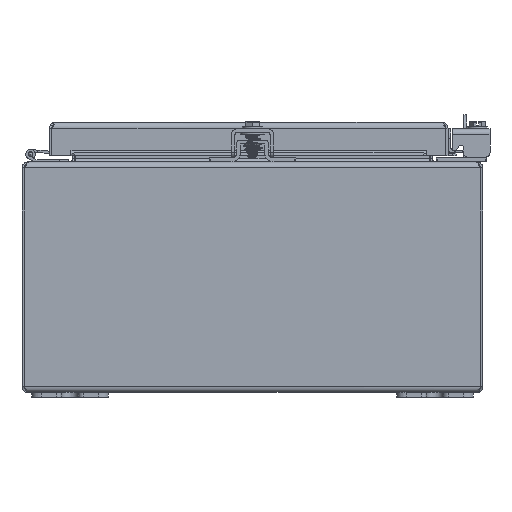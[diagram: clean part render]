
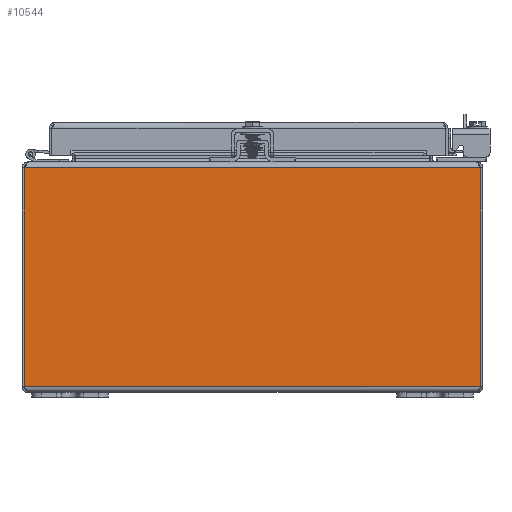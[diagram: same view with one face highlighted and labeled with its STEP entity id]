
A CAD part, front view. The second image highlights one B-rep face of the part: STEP entity #10544.
In plain terms, the highlighted planar face has unit normal (0, -1, 0).
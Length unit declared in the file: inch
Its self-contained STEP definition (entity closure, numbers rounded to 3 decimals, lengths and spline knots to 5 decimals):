
#1111=PLANE('',#11229);
#1470=FACE_OUTER_BOUND('',#2100,.T.);
#2100=EDGE_LOOP('',(#7710,#7711,#7712,#7713));
#2830=LINE('',#15543,#3761);
#2831=LINE('',#15561,#3762);
#2832=LINE('',#15562,#3763);
#2833=LINE('',#15563,#3764);
#3761=VECTOR('',#12408,11.88059);
#3762=VECTOR('',#12411,11.88059);
#3763=VECTOR('',#12412,5.6945);
#3764=VECTOR('',#12413,5.6945);
#5059=VERTEX_POINT('',#15541);
#5060=VERTEX_POINT('',#15542);
#5061=VERTEX_POINT('',#15559);
#5062=VERTEX_POINT('',#15560);
#6084=EDGE_CURVE('',#5059,#5060,#2830,.T.);
#6087=EDGE_CURVE('',#5061,#5062,#2831,.T.);
#6088=EDGE_CURVE('',#5059,#5062,#2832,.T.);
#6089=EDGE_CURVE('',#5061,#5060,#2833,.T.);
#7710=ORIENTED_EDGE('',*,*,#6087,.T.);
#7711=ORIENTED_EDGE('',*,*,#6088,.F.);
#7712=ORIENTED_EDGE('',*,*,#6084,.T.);
#7713=ORIENTED_EDGE('',*,*,#6089,.F.);
#10544=ADVANCED_FACE('',(#1470),#1111,.F.);
#11229=AXIS2_PLACEMENT_3D('',#15558,#12409,#12410);
#12408=DIRECTION('',(-1.,0.,0.));
#12409=DIRECTION('center_axis',(0.,1.,0.));
#12410=DIRECTION('ref_axis',(1.,0.,0.));
#12411=DIRECTION('',(1.,0.,0.));
#12412=DIRECTION('',(0.,0.,-1.));
#12413=DIRECTION('',(0.,0.,1.));
#15541=CARTESIAN_POINT('',(5.94029,-8.,5.84725));
#15542=CARTESIAN_POINT('',(-5.94029,-8.,5.84725));
#15543=CARTESIAN_POINT('',(2.97015,-8.,5.84725));
#15558=CARTESIAN_POINT('Origin',(0.,-8.,
3.00031));
#15559=CARTESIAN_POINT('',(-5.94029,-8.,0.15275));
#15560=CARTESIAN_POINT('',(5.94029,-8.,0.15275));
#15561=CARTESIAN_POINT('',(0.,-8.,0.15275));
#15562=CARTESIAN_POINT('',(5.94029,-8.,0.15275));
#15563=CARTESIAN_POINT('',(-5.94029,-8.,0.15275));
